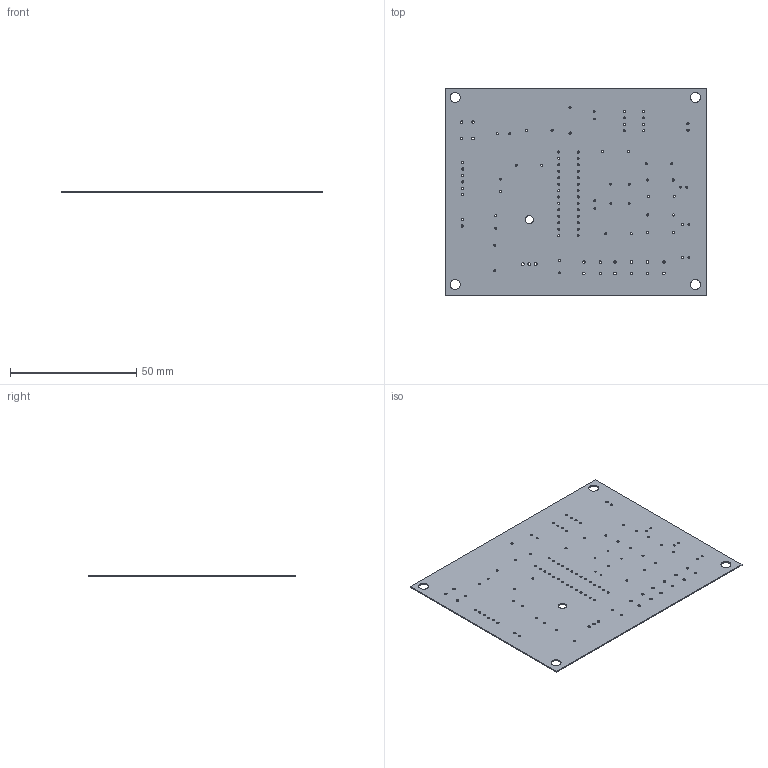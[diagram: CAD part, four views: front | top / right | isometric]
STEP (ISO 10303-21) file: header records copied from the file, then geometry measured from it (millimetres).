
FILE_DESCRIPTION(('Open CASCADE Model'),'2;1');
FILE_NAME('Open CASCADE Shape Model','2021-05-30T12:38:59',('Author'),( 'Open CASCADE'),'Open CASCADE STEP processor 6.8','Open CASCADE 6.8' ,'Unknown');
FILE_SCHEMA(('AUTOMOTIVE_DESIGN { 1 0 10303 214 1 1 1 1 }'));
Length unit declared in the file: millimetre
Products named in the file (3): PCB; Board; Open CASCADE STEP translator 6.8 6.1.1
Assembly tree (2 placements, depth 3):
  PCB
    Board
      Open CASCADE STEP translator 6.8 6.1.1
Bounding box: 103.5 x 82.17 x 0.41 mm (x, y, z)
Volume: 3449.5 mm3; surface area: 17064.3 mm2
Topology: 1 solids, 1 shells, 120 faces, 354 edges, 236 vertices
Faces by surface type: cylinder 114, plane 6
Full cylindrical faces by diameter (mm): 0.7 x8, 0.8 x14, 0.81 x8, 0.813 x28, 0.85 x22, 0.9 x10, 0.99 x16, 1.118 x3, 3.302 x1, 4 x4
Entity records: 4659 total; most frequent: DIRECTION 828, CARTESIAN_POINT 713, ORIENTED_EDGE 708, EDGE_CURVE 354, AXIS2_PLACEMENT_3D 351, FACE_BOUND 348, EDGE_LOOP 348, VERTEX_POINT 236
